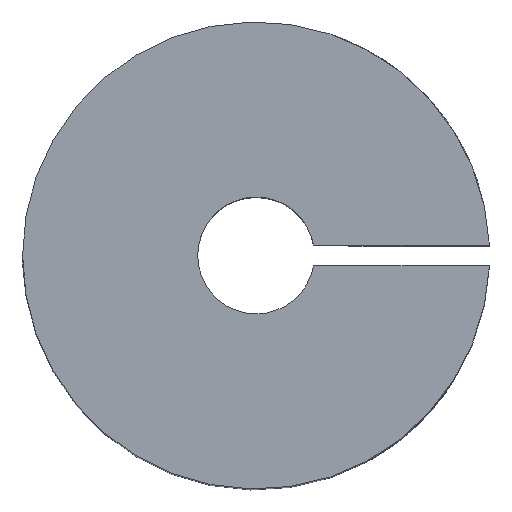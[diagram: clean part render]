
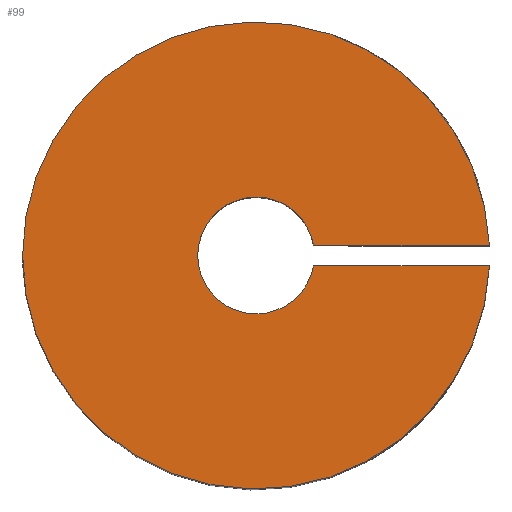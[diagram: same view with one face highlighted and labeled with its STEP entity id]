
A CAD part, top view. The second image highlights one B-rep face of the part: STEP entity #99.
In plain terms, the highlighted planar face has unit normal (0, 0, 1).
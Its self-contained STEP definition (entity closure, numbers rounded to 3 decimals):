
#11 = CARTESIAN_POINT ( 'NONE',  ( 0., 0., 25. ) ) ;
#30 = AXIS2_PLACEMENT_3D ( 'NONE', #1111, #354, #245 ) ;
#35 = DIRECTION ( 'NONE',  ( 0., 0., 1. ) ) ;
#56 = EDGE_CURVE ( 'NONE', #368, #939, #1201, .T. ) ;
#92 = EDGE_LOOP ( 'NONE', ( #377, #1025, #804, #1230, #646, #711 ) ) ;
#99 = ADVANCED_FACE ( 'NONE', ( #788 ), #895, .T. ) ;
#125 = DIRECTION ( 'NONE',  ( 1., 0., 0. ) ) ;
#126 = CIRCLE ( 'NONE', #30, 2.5 ) ;
#188 = AXIS2_PLACEMENT_3D ( 'NONE', #422, #1191, #982 ) ;
#235 = VERTEX_POINT ( 'NONE', #259 ) ;
#245 = DIRECTION ( 'NONE',  ( 1., 0., 0. ) ) ;
#250 = EDGE_CURVE ( 'NONE', #939, #235, #126, .T. ) ;
#259 = CARTESIAN_POINT ( 'NONE',  ( 2.46, -0.446, 25. ) ) ;
#347 = LINE ( 'NONE', #1209, #695 ) ;
#351 = CARTESIAN_POINT ( 'NONE',  ( -2.5, 0., 25. ) ) ;
#354 = DIRECTION ( 'NONE',  ( 0., 0., 1. ) ) ;
#368 = VERTEX_POINT ( 'NONE', #1081 ) ;
#377 = ORIENTED_EDGE ( 'NONE', *, *, #1082, .F. ) ;
#400 = DIRECTION ( 'NONE',  ( 0., 0., 1. ) ) ;
#415 = AXIS2_PLACEMENT_3D ( 'NONE', #993, #35, #688 ) ;
#422 = CARTESIAN_POINT ( 'NONE',  ( 0., 0., 25. ) ) ;
#471 = EDGE_CURVE ( 'NONE', #1001, #828, #733, .T. ) ;
#486 = EDGE_CURVE ( 'NONE', #549, #1001, #1075, .T. ) ;
#549 = VERTEX_POINT ( 'NONE', #935 ) ;
#598 = CARTESIAN_POINT ( 'NONE',  ( 0., 0., 25. ) ) ;
#627 = AXIS2_PLACEMENT_3D ( 'NONE', #11, #400, #945 ) ;
#646 = ORIENTED_EDGE ( 'NONE', *, *, #250, .F. ) ;
#664 = CARTESIAN_POINT ( 'NONE',  ( 0., 0.446, 25. ) ) ;
#688 = DIRECTION ( 'NONE',  ( 1., 0., 0. ) ) ;
#690 = DIRECTION ( 'NONE',  ( 0., 0., 1. ) ) ;
#695 = VECTOR ( 'NONE', #1002, 1000. ) ;
#711 = ORIENTED_EDGE ( 'NONE', *, *, #56, .F. ) ;
#733 = CIRCLE ( 'NONE', #415, 10. ) ;
#757 = LINE ( 'NONE', #664, #800 ) ;
#763 = CARTESIAN_POINT ( 'NONE',  ( -10., 0., 25. ) ) ;
#788 = FACE_OUTER_BOUND ( 'NONE', #92, .T. ) ;
#800 = VECTOR ( 'NONE', #1130, 1000. ) ;
#804 = ORIENTED_EDGE ( 'NONE', *, *, #471, .T. ) ;
#828 = VERTEX_POINT ( 'NONE', #911 ) ;
#895 = PLANE ( 'NONE',  #936 ) ;
#911 = CARTESIAN_POINT ( 'NONE',  ( 9.99, -0.446, 25. ) ) ;
#935 = CARTESIAN_POINT ( 'NONE',  ( 9.99, 0.446, 25. ) ) ;
#936 = AXIS2_PLACEMENT_3D ( 'NONE', #598, #690, #125 ) ;
#939 = VERTEX_POINT ( 'NONE', #351 ) ;
#945 = DIRECTION ( 'NONE',  ( 1., 0., 0. ) ) ;
#973 = EDGE_CURVE ( 'NONE', #235, #828, #347, .T. ) ;
#982 = DIRECTION ( 'NONE',  ( 1., 0., 0. ) ) ;
#993 = CARTESIAN_POINT ( 'NONE',  ( 0., 0., 25. ) ) ;
#1001 = VERTEX_POINT ( 'NONE', #763 ) ;
#1002 = DIRECTION ( 'NONE',  ( 1., 0., 0. ) ) ;
#1025 = ORIENTED_EDGE ( 'NONE', *, *, #486, .T. ) ;
#1075 = CIRCLE ( 'NONE', #188, 10. ) ;
#1081 = CARTESIAN_POINT ( 'NONE',  ( 2.46, 0.446, 25. ) ) ;
#1082 = EDGE_CURVE ( 'NONE', #549, #368, #757, .T. ) ;
#1111 = CARTESIAN_POINT ( 'NONE',  ( 0., 0., 25. ) ) ;
#1130 = DIRECTION ( 'NONE',  ( -1., 0., 0. ) ) ;
#1191 = DIRECTION ( 'NONE',  ( 0., 0., 1. ) ) ;
#1201 = CIRCLE ( 'NONE', #627, 2.5 ) ;
#1209 = CARTESIAN_POINT ( 'NONE',  ( 0., -0.446, 25. ) ) ;
#1230 = ORIENTED_EDGE ( 'NONE', *, *, #973, .F. ) ;
